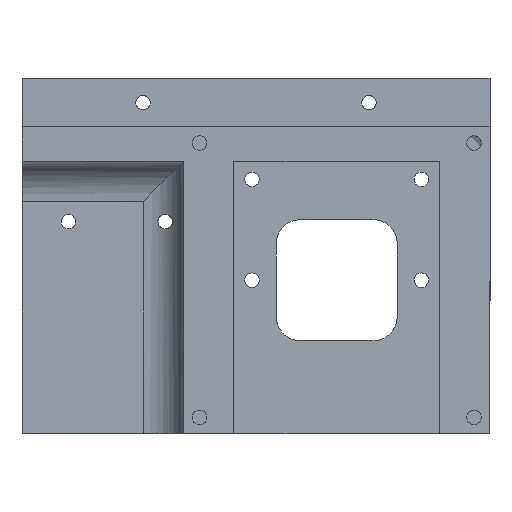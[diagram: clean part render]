
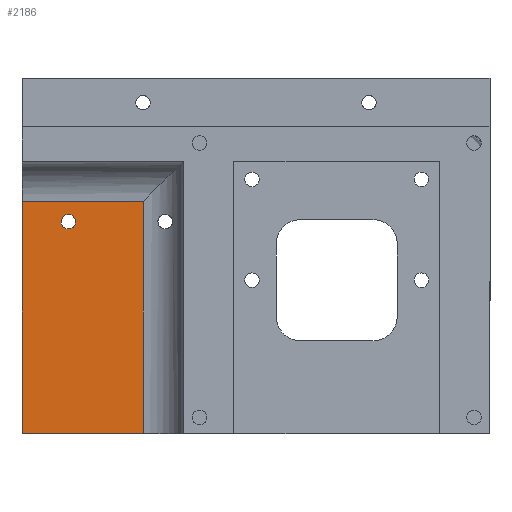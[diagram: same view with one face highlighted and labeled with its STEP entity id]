
A CAD part, front view. The second image highlights one B-rep face of the part: STEP entity #2186.
In plain terms, the highlighted planar face has unit normal (0, -1, 0).
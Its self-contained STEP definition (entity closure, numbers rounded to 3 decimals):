
#39 = DIRECTION ( 'NONE',  ( -1., 0., 0. ) ) ;
#142 = ORIENTED_EDGE ( 'NONE', *, *, #393, .T. ) ;
#186 = PLANE ( 'NONE',  #989 ) ;
#261 = LINE ( 'NONE', #271, #612 ) ;
#271 = CARTESIAN_POINT ( 'NONE',  ( -24., -8.5, 14.75 ) ) ;
#288 = VECTOR ( 'NONE', #725, 1000. ) ;
#304 = EDGE_LOOP ( 'NONE', ( #1768, #142, #1425, #533 ) ) ;
#349 = VERTEX_POINT ( 'NONE', #1778 ) ;
#372 = VERTEX_POINT ( 'NONE', #1656 ) ;
#393 = EDGE_CURVE ( 'NONE', #855, #349, #788, .T. ) ;
#533 = ORIENTED_EDGE ( 'NONE', *, *, #1702, .T. ) ;
#570 = CARTESIAN_POINT ( 'NONE',  ( -33.25, -8.5, 7.25 ) ) ;
#612 = VECTOR ( 'NONE', #1207, 1000. ) ;
#623 = CARTESIAN_POINT ( 'NONE',  ( -33.25, -8.5, 8.15 ) ) ;
#725 = DIRECTION ( 'NONE',  ( 1., 0., 0. ) ) ;
#788 = LINE ( 'NONE', #987, #1046 ) ;
#855 = VERTEX_POINT ( 'NONE', #1983 ) ;
#882 = CARTESIAN_POINT ( 'NONE',  ( -24., -8.5, -19. ) ) ;
#890 = ORIENTED_EDGE ( 'NONE', *, *, #1912, .T. ) ;
#933 = LINE ( 'NONE', #1604, #1338 ) ;
#987 = CARTESIAN_POINT ( 'NONE',  ( -39., -8.5, 9.75 ) ) ;
#989 = AXIS2_PLACEMENT_3D ( 'NONE', #1285, #1801, #2012 ) ;
#993 = ORIENTED_EDGE ( 'NONE', *, *, #2082, .T. ) ;
#1046 = VECTOR ( 'NONE', #39, 1000. ) ;
#1182 = AXIS2_PLACEMENT_3D ( 'NONE', #570, #1624, #2363 ) ;
#1205 = CARTESIAN_POINT ( 'NONE',  ( -33.25, -8.5, 7.25 ) ) ;
#1207 = DIRECTION ( 'NONE',  ( 0., 0., 1. ) ) ;
#1285 = CARTESIAN_POINT ( 'NONE',  ( -39., -8.5, -19. ) ) ;
#1325 = FACE_BOUND ( 'NONE', #2135, .T. ) ;
#1335 = AXIS2_PLACEMENT_3D ( 'NONE', #1205, #1360, #1559 ) ;
#1338 = VECTOR ( 'NONE', #1661, 1000. ) ;
#1360 = DIRECTION ( 'NONE',  ( 0., 1., 0. ) ) ;
#1425 = ORIENTED_EDGE ( 'NONE', *, *, #1699, .F. ) ;
#1426 = LINE ( 'NONE', #2003, #288 ) ;
#1441 = VERTEX_POINT ( 'NONE', #2267 ) ;
#1537 = EDGE_CURVE ( 'NONE', #1954, #855, #261, .T. ) ;
#1559 = DIRECTION ( 'NONE',  ( 0., 0., 1. ) ) ;
#1588 = CIRCLE ( 'NONE', #1335, 0.9 ) ;
#1604 = CARTESIAN_POINT ( 'NONE',  ( -39., -8.5, -19. ) ) ;
#1624 = DIRECTION ( 'NONE',  ( 0., 1., 0. ) ) ;
#1656 = CARTESIAN_POINT ( 'NONE',  ( -33.25, -8.5, 6.35 ) ) ;
#1661 = DIRECTION ( 'NONE',  ( 0., 0., 1. ) ) ;
#1699 = EDGE_CURVE ( 'NONE', #1441, #349, #933, .T. ) ;
#1702 = EDGE_CURVE ( 'NONE', #1441, #1954, #1426, .T. ) ;
#1768 = ORIENTED_EDGE ( 'NONE', *, *, #1537, .T. ) ;
#1778 = CARTESIAN_POINT ( 'NONE',  ( -39., -8.5, 9.75 ) ) ;
#1801 = DIRECTION ( 'NONE',  ( 0., 1., 0. ) ) ;
#1851 = VERTEX_POINT ( 'NONE', #623 ) ;
#1912 = EDGE_CURVE ( 'NONE', #1851, #372, #1588, .T. ) ;
#1954 = VERTEX_POINT ( 'NONE', #882 ) ;
#1983 = CARTESIAN_POINT ( 'NONE',  ( -24., -8.5, 9.75 ) ) ;
#2003 = CARTESIAN_POINT ( 'NONE',  ( -39., -8.5, -19. ) ) ;
#2012 = DIRECTION ( 'NONE',  ( 0., 0., 1. ) ) ;
#2019 = CIRCLE ( 'NONE', #1182, 0.9 ) ;
#2050 = FACE_OUTER_BOUND ( 'NONE', #304, .T. ) ;
#2082 = EDGE_CURVE ( 'NONE', #372, #1851, #2019, .T. ) ;
#2135 = EDGE_LOOP ( 'NONE', ( #890, #993 ) ) ;
#2186 = ADVANCED_FACE ( 'NONE', ( #1325, #2050 ), #186, .F. ) ;
#2267 = CARTESIAN_POINT ( 'NONE',  ( -39., -8.5, -19. ) ) ;
#2363 = DIRECTION ( 'NONE',  ( 0., 0., 1. ) ) ;
